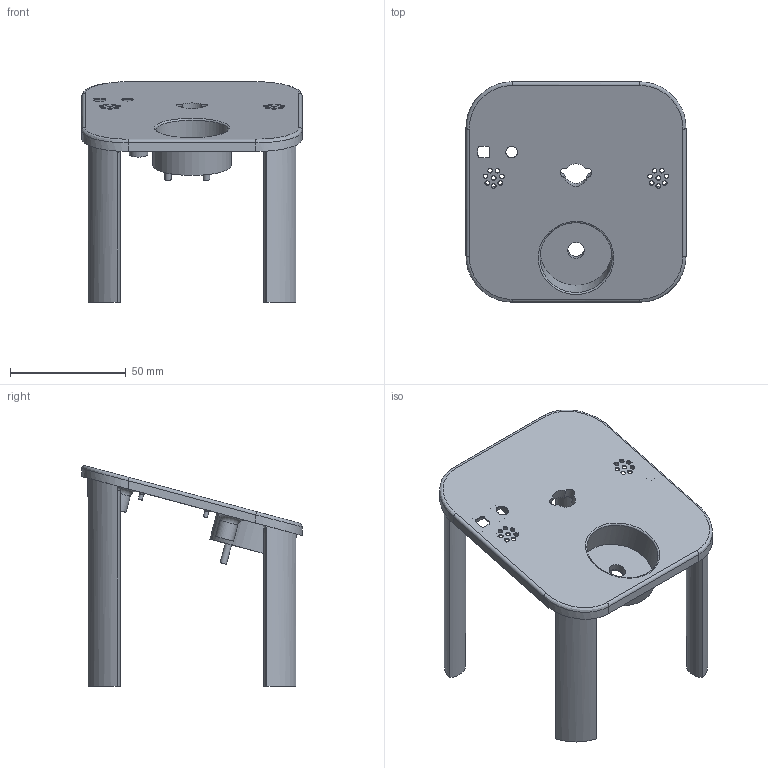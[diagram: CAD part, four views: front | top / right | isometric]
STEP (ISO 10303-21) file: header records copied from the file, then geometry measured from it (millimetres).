
FILE_DESCRIPTION(/* description */ ('STEP AP242','CAx-IF Rec.Pracs.---Representation and Presentation of Product Manufacturing Information (PMI)---4.0---2014-10-13','CAx-IF Rec.Pracs.---3D Tessellated Geometry---0.4---2014-09-14','2;1'),/* implementation_level */ '2;1');
FILE_NAME(/* name */ '677a1076cbf49753980907dc',/* time_stamp */ '2025-01-05T04:54:14Z',/* author */ (''),/* organization */ (''),/* preprocessor_version */ 'ST-DEVELOPER v20',/* originating_system */ 'ONSHAPE BY PTC INC, 1.191',/* authorisation */ ' ');
FILE_SCHEMA (('AP242_MANAGED_MODEL_BASED_3D_ENGINEERING_MIM_LF { 1 0 10303 442 1 1 4 }'));
Length unit declared in the file: metre
Products named in the file (1): Face plate
Bounding box: 95 x 95 x 95.18 mm (x, y, z)
Volume: 77882.6 mm3; surface area: 41364.8 mm2
Topology: 1 solids, 1 shells, 131 faces, 303 edges, 198 vertices
Faces by surface type: cylinder 63, plane 50, bspline 14, torus 4
Full cylindrical faces by diameter (mm): 1.8 x2, 2 x16, 2.8 x2, 4 x7, 5.2 x1, 7.1 x1, 8 x2, 10 x2, 31.2 x1, 34 x1
Entity records: 4375 total; most frequent: CARTESIAN_POINT 1547, DIRECTION 560, ORIENTED_EDGE 504, EDGE_CURVE 252, AXIS2_PLACEMENT_3D 238, EDGE_LOOP 236, FACE_BOUND 236, VERTEX_POINT 188
